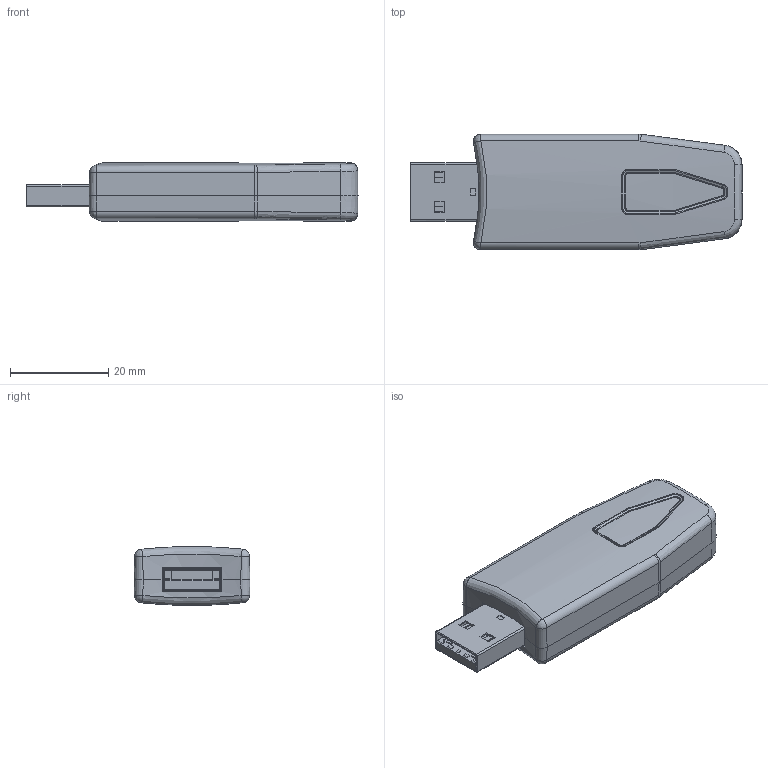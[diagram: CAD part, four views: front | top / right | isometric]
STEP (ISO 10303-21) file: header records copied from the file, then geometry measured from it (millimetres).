
FILE_DESCRIPTION( ( 'Unknown' ), '1' );
FILE_NAME( 'AMB2561.stp', 'Unknown', ( 'Unknown' ), ( 'Unknown' ), 'PSStep 19.0.9', 'Unknown', ' ' );
FILE_SCHEMA( ( 'AUTOMOTIVE_DESIGN { 1 0 10303 214 1 1 1 1 }' ) );
Length unit declared in the file: millimetre
Products named in the file (33): ShieldingCabinet; AMB004F; AMB004C; 629004113921; 629004113921_Shielding; 629004113921_Pin2; 629004113921_Pin1; 629004113921_Insulator; AMB8626-M; PCB; asmPad; solderPin; PCB.par; Switch-Connector; Assem1; ButtonCover; TopCover
Assembly tree (56 placements, depth 5):
  Assem1
    ButtonCover
    TopCover
    PCB.par
      PCB
      Switch-Connector
      629004113921
        629004113921_Shielding
        629004113921_Pin2  x2
        629004113921_Pin1  x2
        629004113921_Insulator
      AMB8626-M
        PCB
        asmPad
        asmPad
        asmPad
        asmPad
        asmPad
        asmPad
        asmPad
        asmPad
        asmPad
        asmPad
        asmPad
        asmPad
        asmPad
        asmPad
        asmPad
        asmPad
        solderPin  x23
        ShieldingCabinet
          AMB004F
          AMB004C
Bounding box: 67.75 x 23.65 x 12 mm (x, y, z)
Volume: 2348.6 mm3; surface area: 15339.5 mm2
Topology: 50 solids, 52 shells, 2117 faces, 5442 edges, 3466 vertices
Faces by surface type: plane 1283, cylinder 522, bspline 180, cone 92, torus 36, sphere 4
Full cylindrical faces by diameter (mm): 0.8 x8, 0.9 x4, 1.2 x4, 1.5 x1, 2 x2, 2.5 x1
Entity records: 91798 total; most frequent: CARTESIAN_POINT 33164, ORIENTED_EDGE 9294, DIRECTION 8373, EDGE_CURVE 4647, LINE 3023, VECTOR 3023, VERTEX_POINT 2999, AXIS2_PLACEMENT_3D 2675
